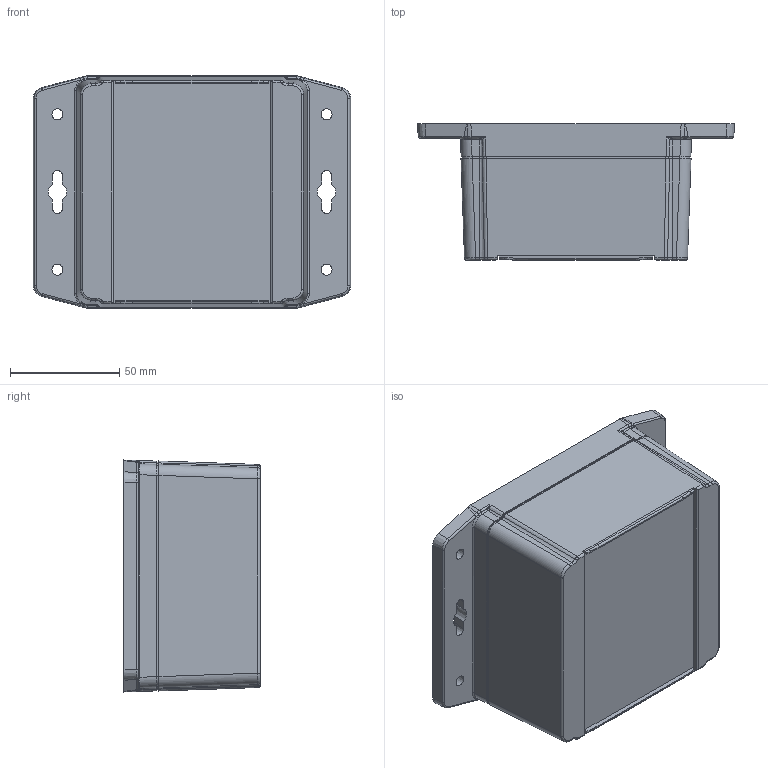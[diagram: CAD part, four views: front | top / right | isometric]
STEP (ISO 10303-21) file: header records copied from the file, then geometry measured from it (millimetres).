
FILE_DESCRIPTION (( 'STEP AP214' ), '1' );
FILE_NAME ('1555L2F42GY.STEP', '2023-06-20T10:39:34', ( '' ), ( '' ), 'SwSTEP 2.0', 'SolidWorks 2021', '' );
FILE_SCHEMA (( 'AUTOMOTIVE_DESIGN' ));
Length unit declared in the file: inch
Products named in the file (1): 1555L2F42GY
Bounding box: 145 x 62.2 x 106.05 mm (x, y, z)
Volume: 179547.7 mm3; surface area: 119956.1 mm2
Topology: 7 solids, 7 shells, 1311 faces, 3096 edges, 1864 vertices
Faces by surface type: plane 429, bspline 358, cylinder 322, cone 190, torus 12
Full cylindrical faces by diameter (mm): 3.251 x4, 3.5 x4, 3.88 x4, 4.013 x4, 7 x4
Entity records: 51620 total; most frequent: CARTESIAN_POINT 24847, ORIENTED_EDGE 5872, DIRECTION 4744, EDGE_CURVE 2936, VERTEX_POINT 1820, AXIS2_PLACEMENT_3D 1738, EDGE_LOOP 1514, FACE_OUTER_BOUND 1351
